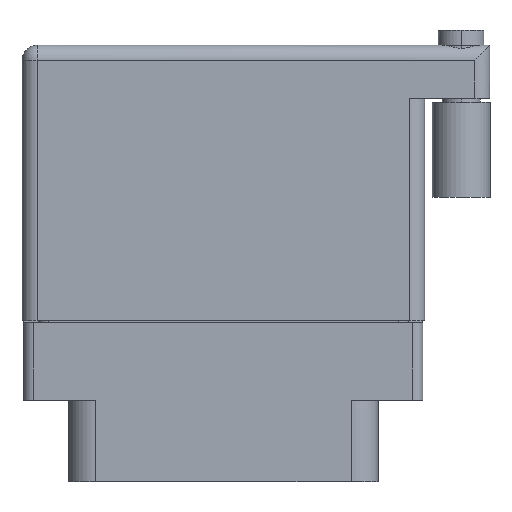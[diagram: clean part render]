
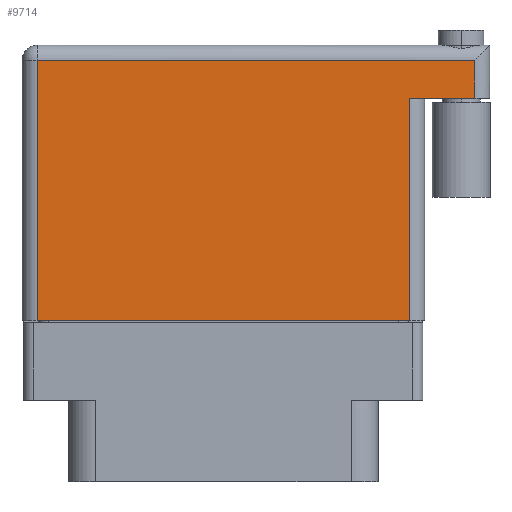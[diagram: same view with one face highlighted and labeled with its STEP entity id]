
A CAD part, front view. The second image highlights one B-rep face of the part: STEP entity #9714.
In plain terms, the highlighted face is planar.
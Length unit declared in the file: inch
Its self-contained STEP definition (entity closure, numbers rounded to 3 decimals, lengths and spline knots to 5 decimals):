
#841 = CARTESIAN_POINT ( 'NONE',  ( -0.6125, 0.756, 0.3575 ) ) ;
#1150 = EDGE_CURVE ( 'NONE', #26694, #26306, #8043, .T. ) ;
#1309 = EDGE_CURVE ( 'NONE', #26580, #26694, #19203, .T. ) ;
#2125 = ORIENTED_EDGE ( 'NONE', *, *, #16866, .T. ) ;
#2131 = VECTOR ( 'NONE', #19301, 39.37008 ) ;
#2233 = CARTESIAN_POINT ( 'NONE',  ( 0.6125, 0.631, 0.3575 ) ) ;
#2713 = VECTOR ( 'NONE', #17313, 39.37008 ) ;
#2999 = EDGE_CURVE ( 'NONE', #26306, #9578, #20434, .T. ) ;
#3113 = ORIENTED_EDGE ( 'NONE', *, *, #2999, .T. ) ;
#3807 = DIRECTION ( 'NONE',  ( -1., 0., 0. ) ) ;
#3867 = CARTESIAN_POINT ( 'NONE',  ( -0.6125, -0.1, 0.3575 ) ) ;
#4469 = CARTESIAN_POINT ( 'NONE',  ( 0.8265, 0.806, 0.3575 ) ) ;
#4804 = CARTESIAN_POINT ( 'NONE',  ( 0.8265, 0.756, 0.3575 ) ) ;
#4932 = EDGE_CURVE ( 'NONE', #9381, #21449, #6840, .T. ) ;
#6161 = LINE ( 'NONE', #2233, #15667 ) ;
#6535 = DIRECTION ( 'NONE',  ( 0., 1., 0. ) ) ;
#6813 = DIRECTION ( 'NONE',  ( 0., 0., -1. ) ) ;
#6840 = LINE ( 'NONE', #24234, #22593 ) ;
#7177 = DIRECTION ( 'NONE',  ( -1., 0., 0. ) ) ;
#7599 = CARTESIAN_POINT ( 'NONE',  ( 0.6125, 0.631, 0.3575 ) ) ;
#7606 = DIRECTION ( 'NONE',  ( -1., 0., 0. ) ) ;
#8043 = LINE ( 'NONE', #3867, #20189 ) ;
#8398 = AXIS2_PLACEMENT_3D ( 'NONE', #19500, #6813, #7177 ) ;
#8866 = CARTESIAN_POINT ( 'NONE',  ( -0.6625, -0.1, 0.3575 ) ) ;
#9381 = VERTEX_POINT ( 'NONE', #25292 ) ;
#9578 = VERTEX_POINT ( 'NONE', #22075 ) ;
#9714 = ADVANCED_FACE ( 'NONE', ( #16077 ), #15277, .F. ) ;
#10411 = EDGE_LOOP ( 'NONE', ( #3113, #25320, #23940, #2125, #24248, #12178 ) ) ;
#12178 = ORIENTED_EDGE ( 'NONE', *, *, #1150, .T. ) ;
#14657 = DIRECTION ( 'NONE',  ( 0., -1., 0. ) ) ;
#15277 = PLANE ( 'NONE',  #8398 ) ;
#15667 = VECTOR ( 'NONE', #6535, 39.37008 ) ;
#16077 = FACE_OUTER_BOUND ( 'NONE', #10411, .T. ) ;
#16866 = EDGE_CURVE ( 'NONE', #9381, #26580, #23143, .T. ) ;
#17313 = DIRECTION ( 'NONE',  ( 1., 0., 0. ) ) ;
#19203 = LINE ( 'NONE', #26659, #23481 ) ;
#19301 = DIRECTION ( 'NONE',  ( 0., 1., 0. ) ) ;
#19500 = CARTESIAN_POINT ( 'NONE',  ( -0.6625, 0.806, 0.3575 ) ) ;
#20189 = VECTOR ( 'NONE', #14657, 39.37008 ) ;
#20434 = LINE ( 'NONE', #8866, #2713 ) ;
#21449 = VERTEX_POINT ( 'NONE', #7599 ) ;
#22075 = CARTESIAN_POINT ( 'NONE',  ( 0.6125, -0.1, 0.3575 ) ) ;
#22593 = VECTOR ( 'NONE', #7606, 39.37008 ) ;
#22694 = CARTESIAN_POINT ( 'NONE',  ( -0.6125, -0.1, 0.3575 ) ) ;
#23143 = LINE ( 'NONE', #4469, #2131 ) ;
#23481 = VECTOR ( 'NONE', #3807, 39.37008 ) ;
#23940 = ORIENTED_EDGE ( 'NONE', *, *, #4932, .F. ) ;
#24234 = CARTESIAN_POINT ( 'NONE',  ( 0.8765, 0.631, 0.3575 ) ) ;
#24248 = ORIENTED_EDGE ( 'NONE', *, *, #1309, .T. ) ;
#25292 = CARTESIAN_POINT ( 'NONE',  ( 0.8265, 0.631, 0.3575 ) ) ;
#25320 = ORIENTED_EDGE ( 'NONE', *, *, #25673, .T. ) ;
#25673 = EDGE_CURVE ( 'NONE', #9578, #21449, #6161, .T. ) ;
#26306 = VERTEX_POINT ( 'NONE', #22694 ) ;
#26580 = VERTEX_POINT ( 'NONE', #4804 ) ;
#26659 = CARTESIAN_POINT ( 'NONE',  ( -0.6625, 0.756, 0.3575 ) ) ;
#26694 = VERTEX_POINT ( 'NONE', #841 ) ;
